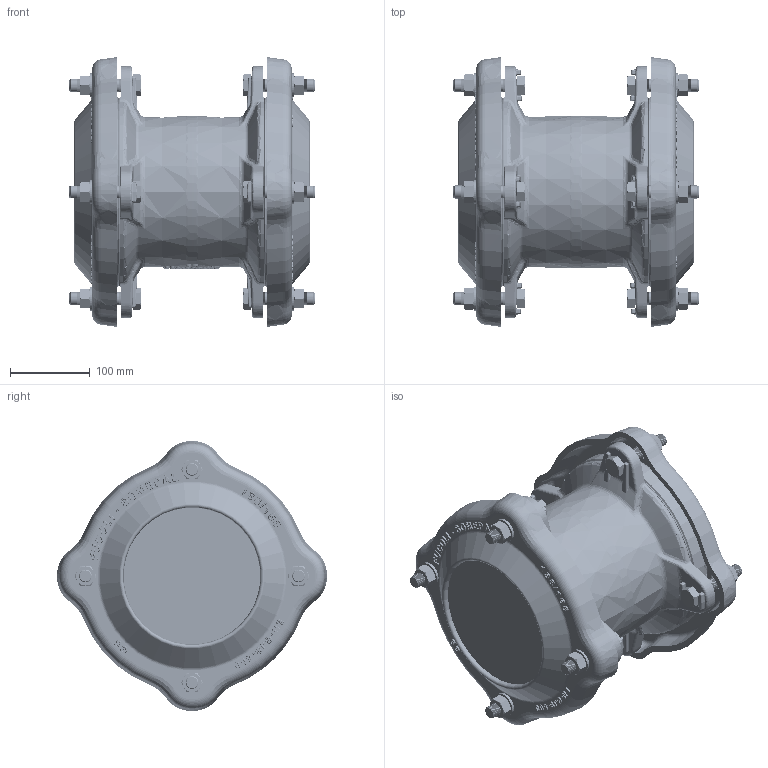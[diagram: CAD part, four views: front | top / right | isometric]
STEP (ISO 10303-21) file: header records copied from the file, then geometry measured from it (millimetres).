
FILE_DESCRIPTION (( 'STEP AP214' ), '1' );
FILE_NAME ('Junta Multimateriais GFIX_MED 138-168.STEP', '2014-09-15T13:05:03', ( '' ), ( '' ), 'SwSTEP 2.0', 'SolidWorks 2014', '' );
FILE_SCHEMA (( 'AUTOMOTIVE_DESIGN' ));
Length unit declared in the file: millimetre
Products named in the file (1): Junta Multimateriais GFIX_MED 138-168
Bounding box: 308.27 x 339.15 x 339.15 mm (x, y, z)
Volume: 11119528.3 mm3; surface area: 632055.1 mm2
Topology: 25 solids, 25 shells, 6927 faces, 15605 edges, 8837 vertices
Faces by surface type: cone 2465, bspline 2375, cylinder 1236, plane 604, torus 183, sphere 64
Entity records: 377173 total; most frequent: CARTESIAN_POINT 241838, ORIENTED_EDGE 31178, DIRECTION 22780, EDGE_CURVE 15589, AXIS2_PLACEMENT_3D 9221, VERTEX_POINT 8837, EDGE_LOOP 7116, ADVANCED_FACE 6927
